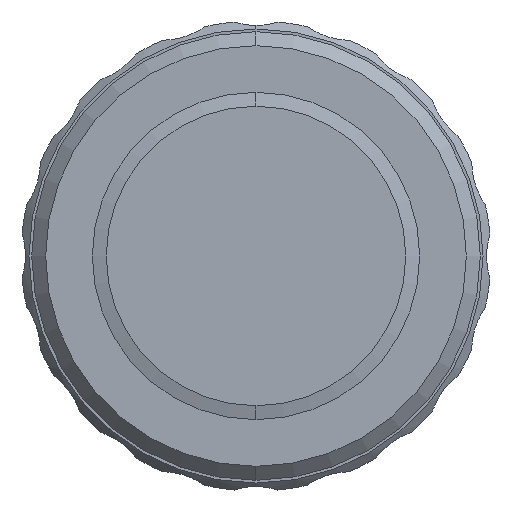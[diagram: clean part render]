
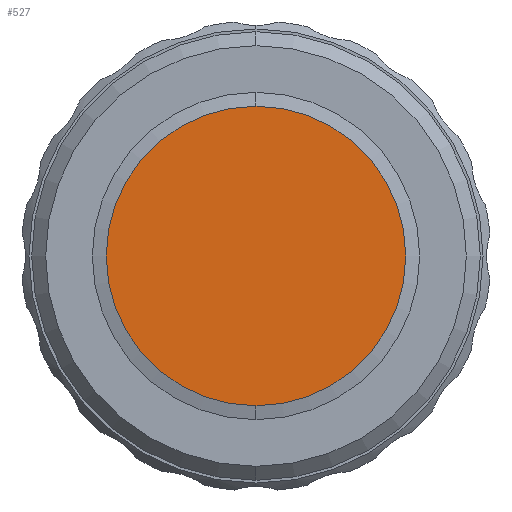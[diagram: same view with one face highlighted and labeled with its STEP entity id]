
A CAD part, front view. The second image highlights one B-rep face of the part: STEP entity #527.
In plain terms, the highlighted planar face has unit normal (0, -1, 0).
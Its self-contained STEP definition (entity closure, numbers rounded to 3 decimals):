
#18 = EDGE_LOOP ( 'NONE', ( #1824, #941 ) ) ;
#24 = DIRECTION ( 'NONE',  ( 0., 0., 1. ) ) ;
#93 = FACE_OUTER_BOUND ( 'NONE', #18, .T. ) ;
#497 = EDGE_CURVE ( 'NONE', #2105, #1506, #1198, .T. ) ;
#527 = ADVANCED_FACE ( 'NONE', ( #93 ), #696, .F. ) ;
#696 = PLANE ( 'NONE',  #1965 ) ;
#722 = CARTESIAN_POINT ( 'NONE',  ( -1348.435, 944.37, 0. ) ) ;
#753 = CARTESIAN_POINT ( 'NONE',  ( 1348.435, 944.37, -10.75 ) ) ;
#840 = EDGE_CURVE ( 'NONE', #1506, #2105, #1872, .T. ) ;
#941 = ORIENTED_EDGE ( 'NONE', *, *, #840, .F. ) ;
#983 = AXIS2_PLACEMENT_3D ( 'NONE', #1699, #2084, #24 ) ;
#1198 = CIRCLE ( 'NONE', #2174, 10.75 ) ;
#1246 = CARTESIAN_POINT ( 'NONE',  ( 1348.435, 944.37, 0. ) ) ;
#1506 = VERTEX_POINT ( 'NONE', #753 ) ;
#1543 = DIRECTION ( 'NONE',  ( 0., 0., 1. ) ) ;
#1639 = CARTESIAN_POINT ( 'NONE',  ( 1348.435, 944.37, 10.75 ) ) ;
#1699 = CARTESIAN_POINT ( 'NONE',  ( 1348.435, 944.37, 0. ) ) ;
#1738 = DIRECTION ( 'NONE',  ( 0., 1., 0. ) ) ;
#1763 = DIRECTION ( 'NONE',  ( 0., 1., 0. ) ) ;
#1824 = ORIENTED_EDGE ( 'NONE', *, *, #497, .F. ) ;
#1872 = CIRCLE ( 'NONE', #983, 10.75 ) ;
#1962 = DIRECTION ( 'NONE',  ( 0., 0., 1. ) ) ;
#1965 = AXIS2_PLACEMENT_3D ( 'NONE', #722, #1763, #1543 ) ;
#2084 = DIRECTION ( 'NONE',  ( 0., 1., 0. ) ) ;
#2105 = VERTEX_POINT ( 'NONE', #1639 ) ;
#2174 = AXIS2_PLACEMENT_3D ( 'NONE', #1246, #1738, #1962 ) ;
